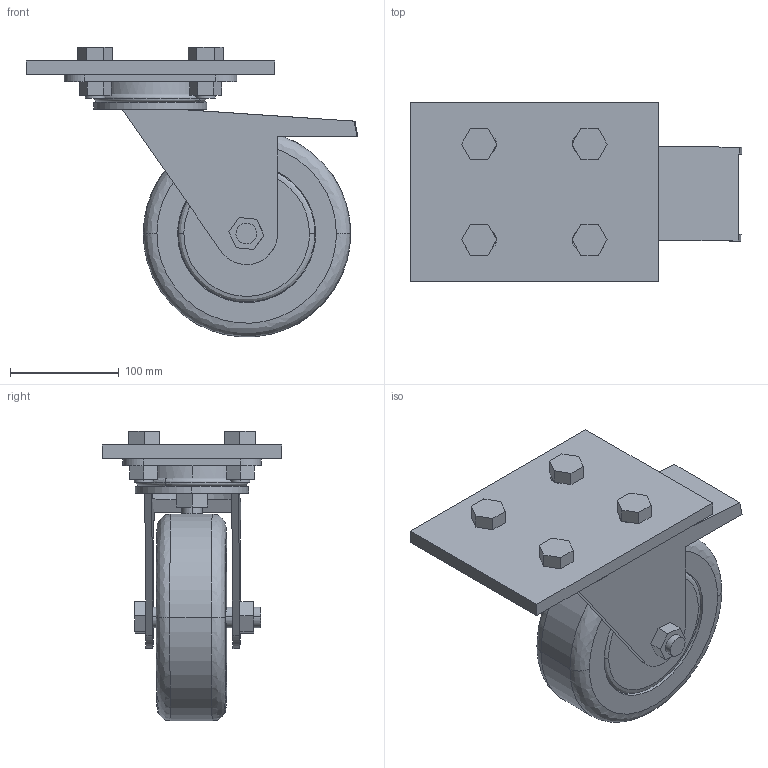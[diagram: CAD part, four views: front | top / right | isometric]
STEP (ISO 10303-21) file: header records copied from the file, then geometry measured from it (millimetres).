
FILE_DESCRIPTION(('FreeCAD Model'),'2;1');
FILE_NAME('Open CASCADE Shape Model','2025-05-04T08:30:12',('FreeCAD'),( 'FreeCAD'),'Open CASCADE STEP processor 7.6','FreeCAD','Unknown');
FILE_SCHEMA(('AUTOMOTIVE_DESIGN { 1 0 10303 214 1 1 1 1 }'));
Length unit declared in the file: millimetre
Products named in the file (1): Open CASCADE STEP translator 7.6 1
Bounding box: 304.7 x 164.82 x 266.08 mm (x, y, z)
Volume: 2488988.6 mm3; surface area: 387146.4 mm2
Topology: 8 solids, 9 shells, 208 faces, 515 edges, 336 vertices
Faces by surface type: bspline 208
Entity records: 6069 total; most frequent: CARTESIAN_POINT 2986, ORIENTED_EDGE 1030, EDGE_CURVE 515, B_SPLINE_CURVE_WITH_KNOTS 342, VERTEX_POINT 336, FACE_BOUND 243, EDGE_LOOP 243, ADVANCED_FACE 208
